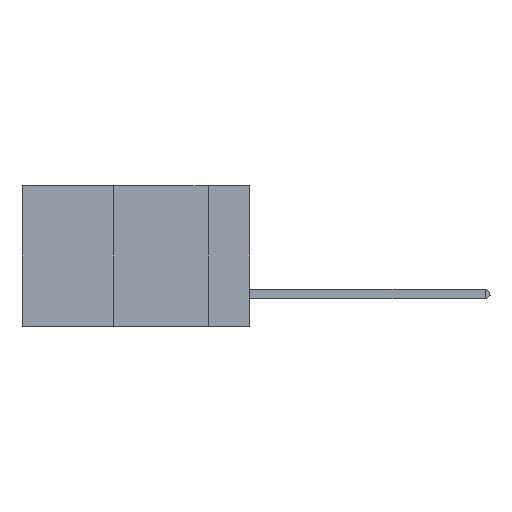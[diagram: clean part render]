
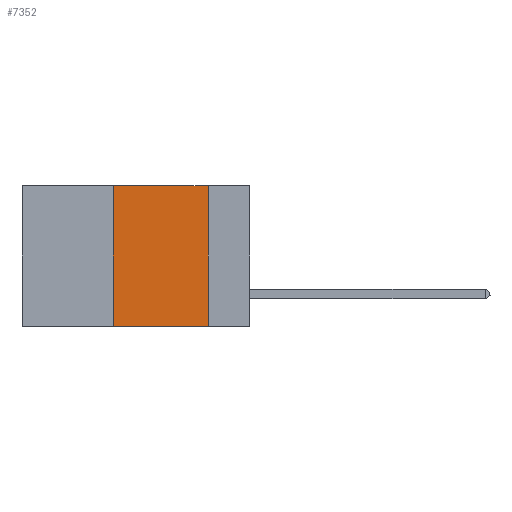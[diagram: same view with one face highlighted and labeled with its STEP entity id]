
A CAD part, left-side view. The second image highlights one B-rep face of the part: STEP entity #7352.
In plain terms, the highlighted planar face has unit normal (-1, 0, 0).
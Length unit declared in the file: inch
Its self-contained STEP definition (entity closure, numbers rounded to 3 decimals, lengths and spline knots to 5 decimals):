
#154 = VERTEX_POINT ( 'NONE', #13411 ) ;
#1250 = VECTOR ( 'NONE', #9876, 39.37008 ) ;
#2067 = DIRECTION ( 'NONE',  ( 1., 0., 0. ) ) ;
#2356 = CARTESIAN_POINT ( 'NONE',  ( 0., 0.6, -0.37 ) ) ;
#3769 = EDGE_CURVE ( 'NONE', #6465, #4919, #7976, .T. ) ;
#3963 = DIRECTION ( 'NONE',  ( 0., 0., 1. ) ) ;
#4111 = CARTESIAN_POINT ( 'NONE',  ( 0., 0.6, 0. ) ) ;
#4292 = LINE ( 'NONE', #2356, #6787 ) ;
#4382 = DIRECTION ( 'NONE',  ( 0., -1., 0. ) ) ;
#4589 = VECTOR ( 'NONE', #3963, 39.37008 ) ;
#4915 = CARTESIAN_POINT ( 'NONE',  ( 0., 0.36, -0.37 ) ) ;
#4919 = VERTEX_POINT ( 'NONE', #5208 ) ;
#4938 = CARTESIAN_POINT ( 'NONE',  ( 0., 0.36, 0. ) ) ;
#5208 = CARTESIAN_POINT ( 'NONE',  ( 0., 0.11, 0. ) ) ;
#5263 = DIRECTION ( 'NONE',  ( 0., 0., -1. ) ) ;
#6005 = CARTESIAN_POINT ( 'NONE',  ( 0., 0.36, 0. ) ) ;
#6225 = EDGE_CURVE ( 'NONE', #4919, #154, #10776, .T. ) ;
#6340 = ORIENTED_EDGE ( 'NONE', *, *, #6225, .F. ) ;
#6380 = EDGE_LOOP ( 'NONE', ( #6340, #6387, #11357, #6552 ) ) ;
#6387 = ORIENTED_EDGE ( 'NONE', *, *, #3769, .F. ) ;
#6465 = VERTEX_POINT ( 'NONE', #4938 ) ;
#6552 = ORIENTED_EDGE ( 'NONE', *, *, #10499, .T. ) ;
#6787 = VECTOR ( 'NONE', #4382, 39.37008 ) ;
#7230 = AXIS2_PLACEMENT_3D ( 'NONE', #4111, #2067, #5263 ) ;
#7352 = ADVANCED_FACE ( 'NONE', ( #9866 ), #9489, .F. ) ;
#7976 = LINE ( 'NONE', #12759, #8146 ) ;
#8146 = VECTOR ( 'NONE', #8371, 39.37008 ) ;
#8371 = DIRECTION ( 'NONE',  ( 0., -1., 0. ) ) ;
#9423 = LINE ( 'NONE', #6005, #4589 ) ;
#9472 = VERTEX_POINT ( 'NONE', #4915 ) ;
#9489 = PLANE ( 'NONE',  #7230 ) ;
#9866 = FACE_OUTER_BOUND ( 'NONE', #6380, .T. ) ;
#9876 = DIRECTION ( 'NONE',  ( 0., 0., -1. ) ) ;
#10499 = EDGE_CURVE ( 'NONE', #9472, #154, #4292, .T. ) ;
#10776 = LINE ( 'NONE', #12009, #1250 ) ;
#11284 = EDGE_CURVE ( 'NONE', #9472, #6465, #9423, .T. ) ;
#11357 = ORIENTED_EDGE ( 'NONE', *, *, #11284, .F. ) ;
#12009 = CARTESIAN_POINT ( 'NONE',  ( 0., 0.11, 0. ) ) ;
#12759 = CARTESIAN_POINT ( 'NONE',  ( 0., 0.6, 0. ) ) ;
#13411 = CARTESIAN_POINT ( 'NONE',  ( 0., 0.11, -0.37 ) ) ;
